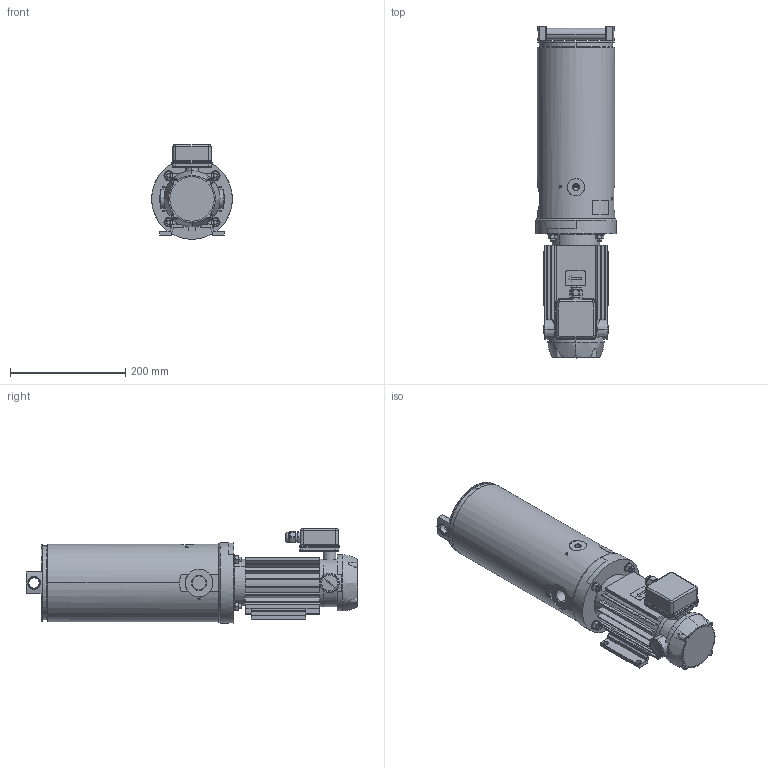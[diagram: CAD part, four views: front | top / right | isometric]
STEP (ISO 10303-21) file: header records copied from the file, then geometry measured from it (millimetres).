
FILE_DESCRIPTION((''),'2;1');
FILE_NAME('__MERGE_','2023-06-13T',('j.madej'),(''),'PRO/ENGINEER BY PARAMETRIC TECHNOLOGY CORPORATION, 2015110','PRO/ENGINEER BY PARAMETRIC TECHNOLOGY CORPORATION, 2015110','');
FILE_SCHEMA(('AUTOMOTIVE_DESIGN { 1 0 10303 214 1 1 1 1 }'));
Length unit declared in the file: millimetre
Products named in the file (1): __MERGE_
Bounding box: 140 x 576.1 x 164 mm (x, y, z)
Volume: 5965346.2 mm3; surface area: 428874.4 mm2
Topology: 3 solids, 5 shells, 904 faces, 2517 edges, 1629 vertices
Faces by surface type: plane 353, cylinder 265, cone 109, bspline 103, torus 64, extrusion 6, sphere 4
Entity records: 42835 total; most frequent: CARTESIAN_POINT 13265, ORIENTED_EDGE 5026, DIRECTION 4416, EDGE_CURVE 2513, AXIS2_PLACEMENT_3D 1664, VERTEX_POINT 1629, VECTOR 1088, LINE 1082
